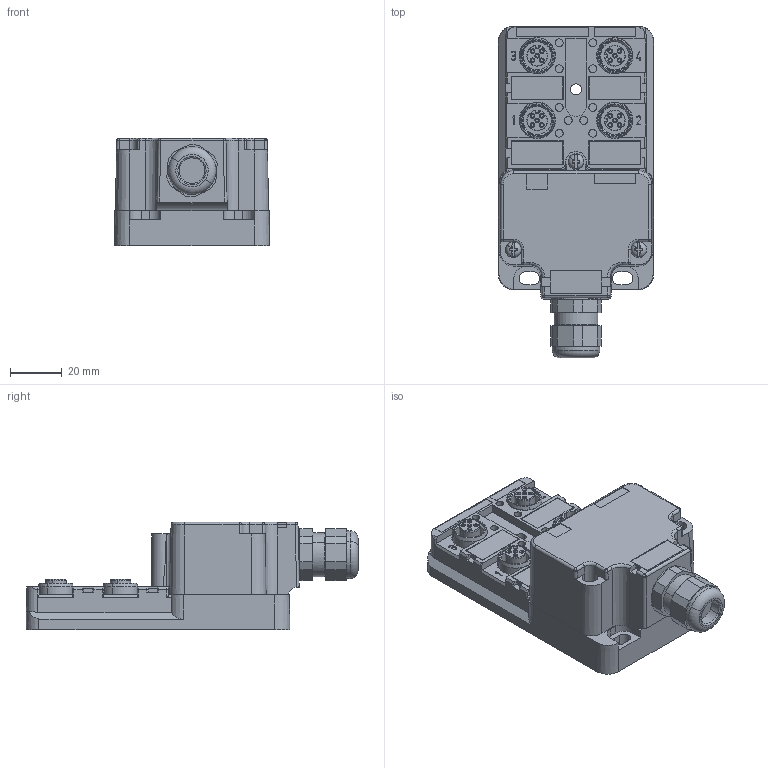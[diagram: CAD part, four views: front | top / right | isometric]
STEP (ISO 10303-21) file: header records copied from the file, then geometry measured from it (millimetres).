
FILE_DESCRIPTION(('CATIA V5 STEP Exchange','CAx-IF Rec.Pracs.--- Model Styling and Organization---1.5--- 2016-08-15','CAx-IF Rec.Pracs.---Supplemental Geometry---1.0---2011-11-01','CAx-IF Rec.Pracs.--- Composite Materials ---1.1---2010-07-15'),'2;1');
FILE_NAME ('018980-4_4', '2025-02-25T09:43:49+00:00', ('none'), ('Weidmueller'), 'CATIA Version 5-6 Release 2022 SP4 HF5', 'CATIA V5 STEP AP214 v3', 'none');
FILE_SCHEMA(('AUTOMOTIVE_DESIGN { 1 0 10303 214 1 1 1 1 }'));
Length unit declared in the file: millimetre
Products named in the file (1): 1701230000
Bounding box: 60 x 128.33 x 41.5 mm (x, y, z)
Volume: 155904.7 mm3; surface area: 35130.9 mm2
Topology: 1 solids, 6 shells, 906 faces, 2248 edges, 1428 vertices
Faces by surface type: plane 432, cylinder 286, cone 136, torus 40, sphere 12
Entity records: 27124 total; most frequent: CARTESIAN_POINT 5859, ORIENTED_EDGE 4472, DIRECTION 3541, EDGE_CURVE 2236, AXIS2_PLACEMENT_3D 1513, VERTEX_POINT 1428, VECTOR 1275, LINE 1275
